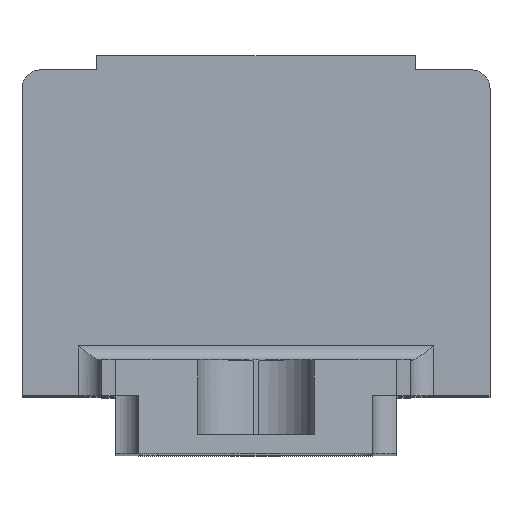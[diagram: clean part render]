
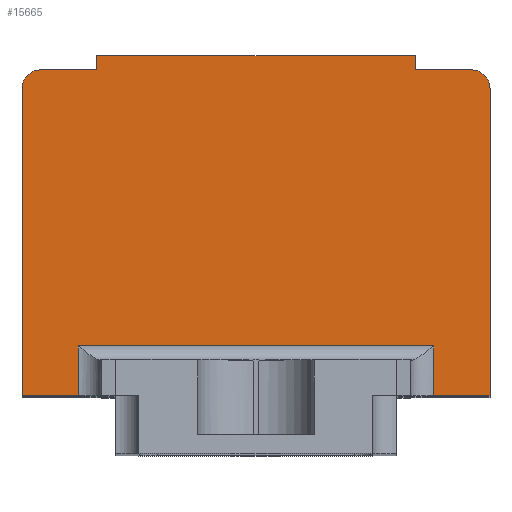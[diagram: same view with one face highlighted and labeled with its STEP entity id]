
A CAD part, top view. The second image highlights one B-rep face of the part: STEP entity #15665.
In plain terms, the highlighted planar face has unit normal (0, 0, 1).
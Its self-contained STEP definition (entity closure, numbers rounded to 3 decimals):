
#3740=DIRECTION('',(1.,0.,0.));
#3741=VECTOR('',#3740,38.);
#3742=CARTESIAN_POINT('',(-19.,11.5,156.1));
#3743=LINE('',#3742,#3741);
#3807=DIRECTION('',(0.,1.,0.));
#3808=VECTOR('',#3807,5.3);
#3809=CARTESIAN_POINT('',(-19.,6.2,156.1));
#3810=LINE('',#3809,#3808);
#3825=DIRECTION('',(0.,-1.,0.));
#3826=VECTOR('',#3825,32.8);
#3827=CARTESIAN_POINT('',(25.,39.,156.1));
#3828=LINE('',#3827,#3826);
#3829=DIRECTION('',(-1.,0.,0.));
#3830=VECTOR('',#3829,6.);
#3831=CARTESIAN_POINT('',(25.,6.2,156.1));
#3832=LINE('',#3831,#3830);
#3833=DIRECTION('',(-1.,0.,0.));
#3834=VECTOR('',#3833,6.);
#3835=CARTESIAN_POINT('',(-19.,6.2,156.1));
#3836=LINE('',#3835,#3834);
#3837=DIRECTION('',(0.,1.,0.));
#3838=VECTOR('',#3837,32.8);
#3839=CARTESIAN_POINT('',(-25.,6.2,156.1));
#3840=LINE('',#3839,#3838);
#3841=DIRECTION('',(1.,0.,0.));
#3842=VECTOR('',#3841,6.);
#3843=CARTESIAN_POINT('',(-23.,41.,156.1));
#3844=LINE('',#3843,#3842);
#3845=DIRECTION('',(0.,1.,0.));
#3846=VECTOR('',#3845,1.5);
#3847=CARTESIAN_POINT('',(-17.,41.,156.1));
#3848=LINE('',#3847,#3846);
#3849=DIRECTION('',(1.,0.,0.));
#3850=VECTOR('',#3849,34.);
#3851=CARTESIAN_POINT('',(-17.,42.5,156.1));
#3852=LINE('',#3851,#3850);
#3853=DIRECTION('',(0.,-1.,0.));
#3854=VECTOR('',#3853,1.5);
#3855=CARTESIAN_POINT('',(17.,42.5,156.1));
#3856=LINE('',#3855,#3854);
#3857=DIRECTION('',(1.,0.,0.));
#3858=VECTOR('',#3857,6.);
#3859=CARTESIAN_POINT('',(17.,41.,156.1));
#3860=LINE('',#3859,#3858);
#3865=CARTESIAN_POINT('',(23.,39.,156.1));
#3866=DIRECTION('',(0.,0.,1.));
#3867=DIRECTION('',(1.,0.,0.));
#3868=AXIS2_PLACEMENT_3D('',#3865,#3866,#3867);
#3899=CARTESIAN_POINT('',(-23.,39.,156.1));
#3900=DIRECTION('',(0.,0.,1.));
#3901=DIRECTION('',(0.,1.,0.));
#3902=AXIS2_PLACEMENT_3D('',#3899,#3900,#3901);
#3917=DIRECTION('',(0.,1.,0.));
#3918=VECTOR('',#3917,5.3);
#3919=CARTESIAN_POINT('',(19.,6.2,156.1));
#3920=LINE('',#3919,#3918);
#11169=CARTESIAN_POINT('',(-17.,41.,156.1));
#11170=CARTESIAN_POINT('',(-17.,42.5,156.1));
#11171=VERTEX_POINT('',#11169);
#11172=VERTEX_POINT('',#11170);
#11173=CARTESIAN_POINT('',(17.,42.5,156.1));
#11174=VERTEX_POINT('',#11173);
#11175=CARTESIAN_POINT('',(17.,41.,156.1));
#11176=VERTEX_POINT('',#11175);
#11185=CARTESIAN_POINT('',(25.,6.2,156.1));
#11187=VERTEX_POINT('',#11185);
#11189=CARTESIAN_POINT('',(-25.,6.2,156.1));
#11191=VERTEX_POINT('',#11189);
#11365=CARTESIAN_POINT('',(-19.,6.2,156.1));
#11366=VERTEX_POINT('',#11365);
#11371=CARTESIAN_POINT('',(19.,6.2,156.1));
#11372=VERTEX_POINT('',#11371);
#11385=CARTESIAN_POINT('',(-19.,11.5,156.1));
#11386=CARTESIAN_POINT('',(19.,11.5,156.1));
#11387=VERTEX_POINT('',#11385);
#11388=VERTEX_POINT('',#11386);
#11470=CARTESIAN_POINT('',(25.,39.,156.1));
#11472=VERTEX_POINT('',#11470);
#11473=CARTESIAN_POINT('',(23.,41.,156.1));
#11474=VERTEX_POINT('',#11473);
#11478=CARTESIAN_POINT('',(-23.,41.,156.1));
#11480=VERTEX_POINT('',#11478);
#11481=CARTESIAN_POINT('',(-25.,39.,156.1));
#11482=VERTEX_POINT('',#11481);
#15634=CARTESIAN_POINT('',(0.,0.,156.1));
#15635=DIRECTION('',(0.,0.,-1.));
#15636=DIRECTION('',(-1.,0.,0.));
#15637=AXIS2_PLACEMENT_3D('',#15634,#15635,#15636);
#15638=PLANE('',#15637);
#15640=ORIENTED_EDGE('',*,*,#15639,.F.);
#15642=ORIENTED_EDGE('',*,*,#15641,.T.);
#15643=ORIENTED_EDGE('',*,*,#15535,.T.);
#15645=ORIENTED_EDGE('',*,*,#15644,.T.);
#15646=ORIENTED_EDGE('',*,*,#15609,.F.);
#15647=ORIENTED_EDGE('',*,*,#15624,.F.);
#15648=ORIENTED_EDGE('',*,*,#15147,.T.);
#15650=ORIENTED_EDGE('',*,*,#15649,.T.);
#15652=ORIENTED_EDGE('',*,*,#15651,.F.);
#15654=ORIENTED_EDGE('',*,*,#15653,.T.);
#15656=ORIENTED_EDGE('',*,*,#15655,.T.);
#15658=ORIENTED_EDGE('',*,*,#15657,.T.);
#15660=ORIENTED_EDGE('',*,*,#15659,.T.);
#15662=ORIENTED_EDGE('',*,*,#15661,.T.);
#15663=EDGE_LOOP('',(#15640,#15642,#15643,#15645,#15646,#15647,#15648,#15650,
#15652,#15654,#15656,#15658,#15660,#15662));
#15664=FACE_OUTER_BOUND('',#15663,.F.);
#15665=ADVANCED_FACE('',(#15664),#15638,.F.);
#3869=CIRCLE('',#3868,2.);
#3903=CIRCLE('',#3902,2.);
#15147=EDGE_CURVE('',#11366,#11191,#3836,.T.);
#15535=EDGE_CURVE('',#11187,#11372,#3832,.T.);
#15609=EDGE_CURVE('',#11387,#11388,#3743,.T.);
#15624=EDGE_CURVE('',#11366,#11387,#3810,.T.);
#15639=EDGE_CURVE('',#11472,#11474,#3869,.T.);
#15641=EDGE_CURVE('',#11472,#11187,#3828,.T.);
#15644=EDGE_CURVE('',#11372,#11388,#3920,.T.);
#15649=EDGE_CURVE('',#11191,#11482,#3840,.T.);
#15651=EDGE_CURVE('',#11480,#11482,#3903,.T.);
#15653=EDGE_CURVE('',#11480,#11171,#3844,.T.);
#15655=EDGE_CURVE('',#11171,#11172,#3848,.T.);
#15657=EDGE_CURVE('',#11172,#11174,#3852,.T.);
#15659=EDGE_CURVE('',#11174,#11176,#3856,.T.);
#15661=EDGE_CURVE('',#11176,#11474,#3860,.T.);
